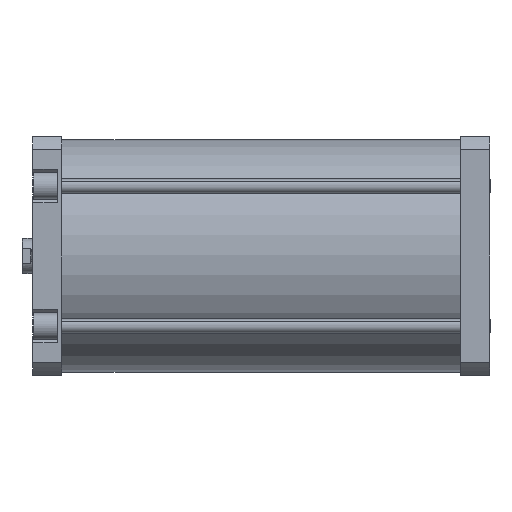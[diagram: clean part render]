
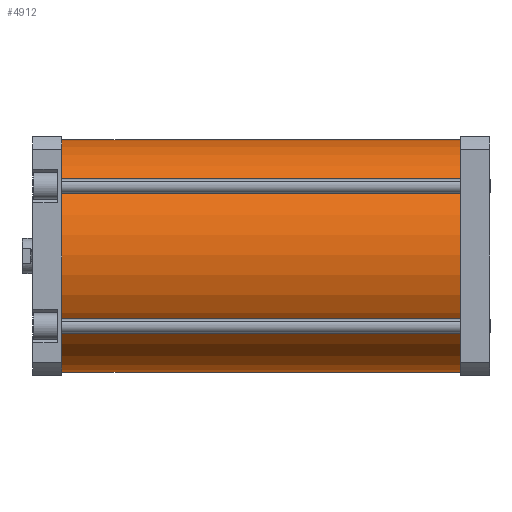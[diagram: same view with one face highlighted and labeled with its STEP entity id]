
A CAD part, front view. The second image highlights one B-rep face of the part: STEP entity #4912.
In plain terms, the highlighted cylindrical face has radius 131 mm (diameter 262 mm), a partial arc.
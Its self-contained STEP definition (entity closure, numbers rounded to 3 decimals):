
#98 = EDGE_CURVE ( 'NONE', #1237, #1236, #3597, .T. ) ;
#99 = EDGE_CURVE ( 'NONE', #1239, #1237, #3596, .T. ) ;
#100 = EDGE_CURVE ( 'NONE', #1239, #1238, #3599, .T. ) ;
#101 = EDGE_CURVE ( 'NONE', #1238, #1236, #3598, .T. ) ;
#598 = AXIS2_PLACEMENT_3D ( 'NONE', #2003, #2004, #2005 ) ;
#601 = AXIS2_PLACEMENT_3D ( 'NONE', #2006, #2008, #2009 ) ;
#959 = AXIS2_PLACEMENT_3D ( 'NONE', #6679, #6678, #6677 ) ;
#1236 = VERTEX_POINT ( 'NONE', #5886 ) ;
#1237 = VERTEX_POINT ( 'NONE', #5887 ) ;
#1238 = VERTEX_POINT ( 'NONE', #5888 ) ;
#1239 = VERTEX_POINT ( 'NONE', #5889 ) ;
#1997 = CARTESIAN_POINT ( 'NONE',  ( -131., 0., 450. ) ) ;
#2000 = CARTESIAN_POINT ( 'NONE',  ( 131., 0., 450. ) ) ;
#2003 = CARTESIAN_POINT ( 'NONE',  ( 0., 0., 0. ) ) ;
#2004 = DIRECTION ( 'NONE',  ( 0., 0., 1. ) ) ;
#2005 = DIRECTION ( 'NONE',  ( 1., 0., 0. ) ) ;
#2006 = CARTESIAN_POINT ( 'NONE',  ( 0., 0., 450. ) ) ;
#2007 = DIRECTION ( 'NONE',  ( 0., 0., -1. ) ) ;
#2008 = DIRECTION ( 'NONE',  ( 0., 0., 1. ) ) ;
#2009 = DIRECTION ( 'NONE',  ( 1., 0., 0. ) ) ;
#2011 = DIRECTION ( 'NONE',  ( 0., 0., -1. ) ) ;
#3585 = VECTOR ( 'NONE', #2007, 1000. ) ;
#3593 = VECTOR ( 'NONE', #2011, 1000. ) ;
#3596 = LINE ( 'NONE', #2000, #3585 ) ;
#3597 = CIRCLE ( 'NONE', #598, 131. ) ;
#3598 = LINE ( 'NONE', #1997, #3593 ) ;
#3599 = CIRCLE ( 'NONE', #601, 131. ) ;
#4458 = EDGE_LOOP ( 'NONE', ( #7478, #7562, #7607, #7591 ) ) ;
#4912 = ADVANCED_FACE ( 'NONE', ( #5404 ), #5407, .T. ) ;
#5404 = FACE_OUTER_BOUND ( 'NONE', #4458, .T. ) ;
#5407 = CYLINDRICAL_SURFACE ( 'NONE', #959, 131. ) ;
#5886 = CARTESIAN_POINT ( 'NONE',  ( -131., 0., 0. ) ) ;
#5887 = CARTESIAN_POINT ( 'NONE',  ( 131., 0., 0. ) ) ;
#5888 = CARTESIAN_POINT ( 'NONE',  ( -131., 0., 450. ) ) ;
#5889 = CARTESIAN_POINT ( 'NONE',  ( 131., 0., 450. ) ) ;
#6677 = DIRECTION ( 'NONE',  ( -1., 0., 0. ) ) ;
#6678 = DIRECTION ( 'NONE',  ( 0., 0., -1. ) ) ;
#6679 = CARTESIAN_POINT ( 'NONE',  ( 0., 0., 450. ) ) ;
#7478 = ORIENTED_EDGE ( 'NONE', *, *, #100, .F. ) ;
#7562 = ORIENTED_EDGE ( 'NONE', *, *, #99, .T. ) ;
#7591 = ORIENTED_EDGE ( 'NONE', *, *, #101, .F. ) ;
#7607 = ORIENTED_EDGE ( 'NONE', *, *, #98, .T. ) ;
